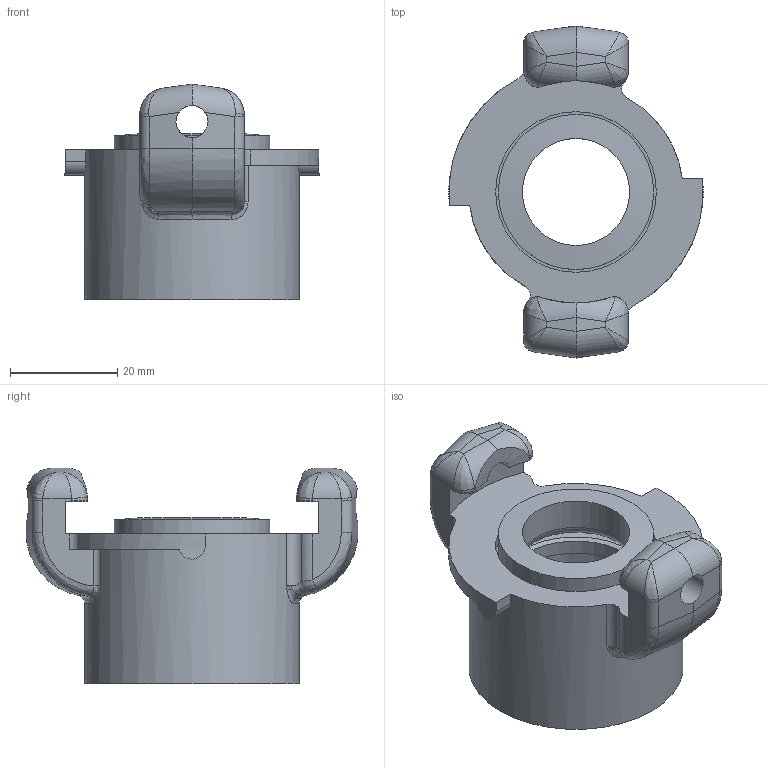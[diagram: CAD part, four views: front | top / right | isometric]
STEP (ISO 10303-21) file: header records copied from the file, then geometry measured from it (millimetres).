
FILE_DESCRIPTION(/* description */ (''),/* implementation_level */ '2;1');
FILE_NAME(/* name */ 'ack_10_i-npt.stp',/* time_stamp */ '2020-04-08T13:32:21+02:00',/* author */ ('schnellinger'),/* organization */ (''),/* preprocessor_version */ 'ST-DEVELOPER v17',/* originating_system */ 'Autodesk Inventor 2018',/* authorisation */ '0 mm^3');
FILE_SCHEMA (('AUTOMOTIVE_DESIGN { 1 0 10303 214 3 1 1 }'));
Length unit declared in the file: millimetre
Products named in the file (1): LUE_00025591_Shrinkwrap_1
Bounding box: 47.5 x 62 x 40.28 mm (x, y, z)
Volume: 22678 mm3; surface area: 13954 mm2
Topology: 2 solids, 2 shells, 124 faces, 335 edges, 204 vertices
Faces by surface type: cylinder 50, bspline 34, plane 32, cone 5, torus 3
Full cylindrical faces by diameter (mm): 6 x2, 20 x1, 26 x1, 29 x1, 30 x1, 34.5 x1, 35 x1, 40 x1
Entity records: 5134 total; most frequent: CARTESIAN_POINT 1950, ORIENTED_EDGE 650, DIRECTION 619, EDGE_CURVE 325, AXIS2_PLACEMENT_3D 252, VERTEX_POINT 204, EDGE_LOOP 131, STYLED_ITEM 126
